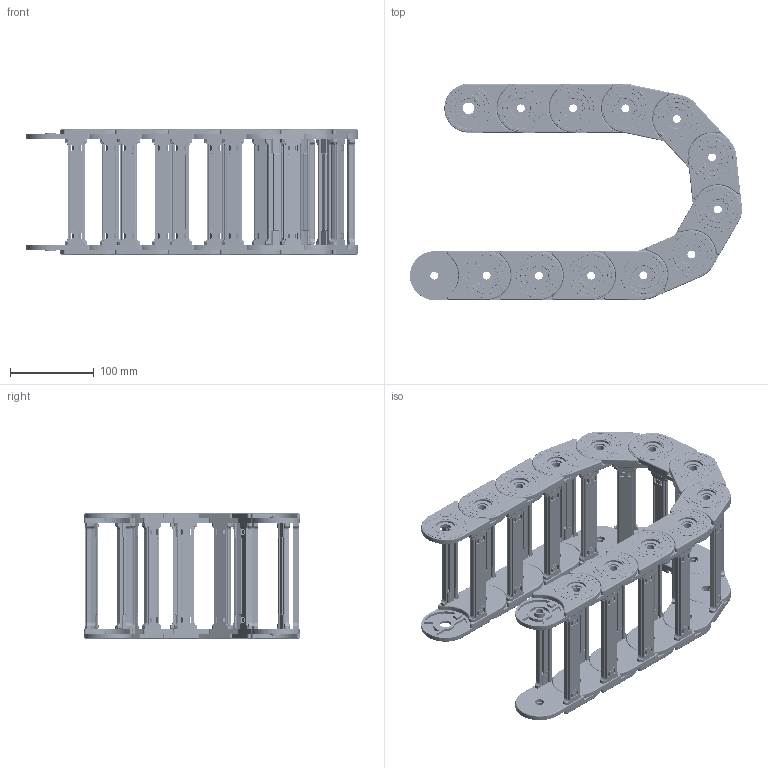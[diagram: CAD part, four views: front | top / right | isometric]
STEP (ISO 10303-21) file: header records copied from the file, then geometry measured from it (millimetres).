
FILE_DESCRIPTION (( 'STEP AP214' ), '1' );
FILE_NAME ('CK42-A125-R100.STEP', '2019-09-10T07:24:56', ( '' ), ( '' ), 'SwSTEP 2.0', 'SolidWorks 2017', '' );
FILE_SCHEMA (( 'AUTOMOTIVE_DESIGN' ));
Length unit declared in the file: millimetre
Products named in the file (2): CK42-A125-R100; CK42-A125
Assembly tree (12 placements, depth 2):
  CK42-A125-R100
    CK42-A125  x12
Bounding box: 396.79 x 258 x 150.3 mm (x, y, z)
Volume: 1059850.7 mm3; surface area: 718758 mm2
Topology: 48 solids, 48 shells, 9144 faces, 23256 edges, 14352 vertices
Faces by surface type: cylinder 4032, plane 3216, bspline 1128, torus 480, sphere 288
Entity records: 37732 total; most frequent: CARTESIAN_POINT 20860, ORIENTED_EDGE 3820, DIRECTION 2926, EDGE_CURVE 1910, VERTEX_POINT 1196, AXIS2_PLACEMENT_3D 987, LINE 952, VECTOR 952
